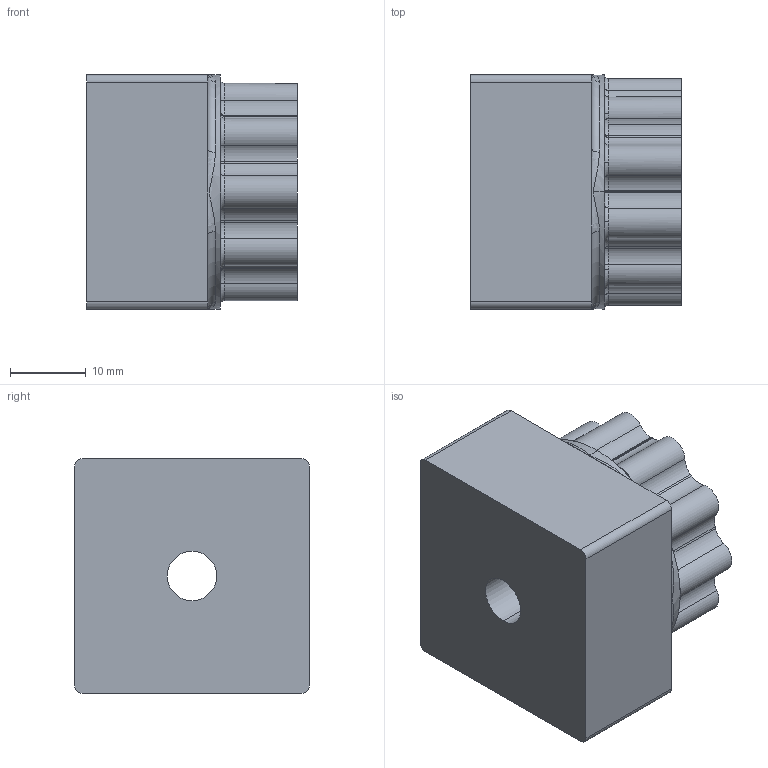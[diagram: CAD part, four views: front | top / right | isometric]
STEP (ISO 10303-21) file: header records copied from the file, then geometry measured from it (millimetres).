
FILE_DESCRIPTION (( 'STEP AP214' ), '1' );
FILE_NAME ('Insert V2.STEP', '2025-03-07T00:05:13', ( '' ), ( '' ), 'SwSTEP 2.0', 'SolidWorks 2024', '' );
FILE_SCHEMA (( 'AUTOMOTIVE_DESIGN' ));
Length unit declared in the file: millimetre
Products named in the file (1): Insert V2
Bounding box: 27.8 x 31 x 31 mm (x, y, z)
Volume: 17976.2 mm3; surface area: 6086.6 mm2
Topology: 1 solids, 1 shells, 140 faces, 347 edges, 211 vertices
Faces by surface type: cylinder 61, torus 53, plane 22, bspline 4
Entity records: 4636 total; most frequent: CARTESIAN_POINT 1093, DIRECTION 875, ORIENTED_EDGE 694, AXIS2_PLACEMENT_3D 397, EDGE_CURVE 347, CIRCLE 260, VERTEX_POINT 211, EDGE_LOOP 144
